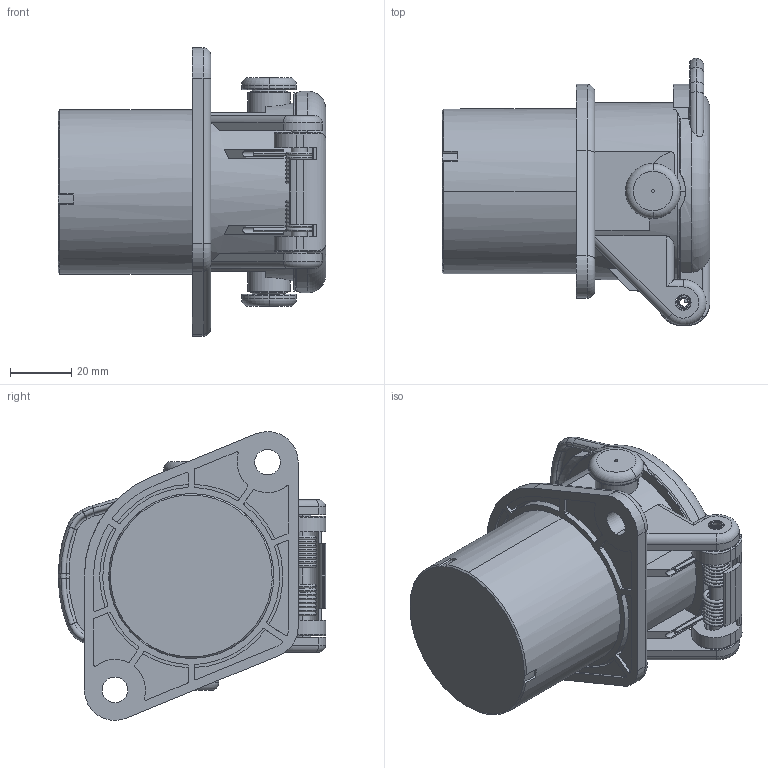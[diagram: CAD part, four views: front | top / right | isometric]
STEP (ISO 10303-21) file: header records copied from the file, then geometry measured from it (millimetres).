
FILE_DESCRIPTION((''),'2;1');
FILE_NAME('381304_381305_KD','2019-08-26T09:48:45',('teru'),(''),'CREO PARAMETRIC BY PTC INC, 2017380','CREO PARAMETRIC BY PTC INC, 2017380','');
FILE_SCHEMA(('CONFIG_CONTROL_DESIGN'));
Length unit declared in the file: millimetre
Products named in the file (1): 381304_381305_KD
Bounding box: 87.75 x 87.52 x 94.56 mm (x, y, z)
Volume: 248344.2 mm3; surface area: 41939.8 mm2
Topology: 1 solids, 1 shells, 538 faces, 1466 edges, 928 vertices
Faces by surface type: cylinder 215, plane 175, torus 96, cone 49, sphere 2, bspline 1
Entity records: 18789 total; most frequent: CARTESIAN_POINT 4756, DIRECTION 3096, ORIENTED_EDGE 2932, EDGE_CURVE 1466, AXIS2_PLACEMENT_3D 1244, VERTEX_POINT 928, CIRCLE 707, VECTOR 608
